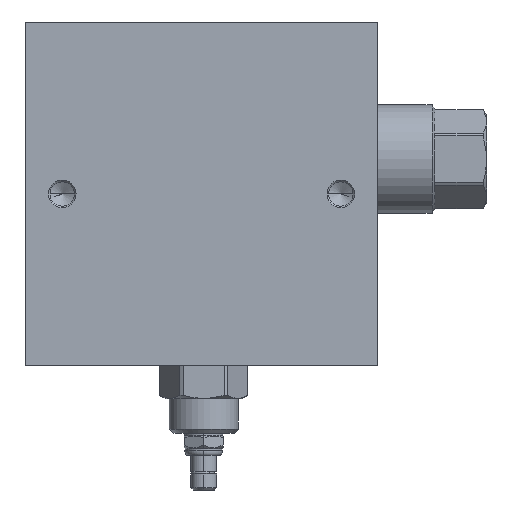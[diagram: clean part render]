
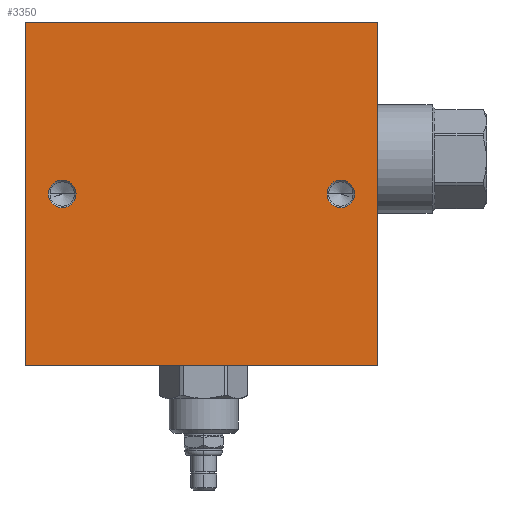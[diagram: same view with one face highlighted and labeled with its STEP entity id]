
A CAD part, front view. The second image highlights one B-rep face of the part: STEP entity #3350.
In plain terms, the highlighted planar face has unit normal (0, -1, 0).
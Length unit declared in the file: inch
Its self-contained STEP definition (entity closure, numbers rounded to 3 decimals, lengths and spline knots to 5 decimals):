
#5=DIRECTION('',(1.,0.,0.));
#6=VECTOR('',#5,5.062);
#7=CARTESIAN_POINT('',(0.,-4.,0.));
#8=LINE('',#7,#6);
#145=DIRECTION('',(0.,0.,1.));
#146=VECTOR('',#145,4.938);
#147=CARTESIAN_POINT('',(5.062,-4.,0.));
#148=LINE('',#147,#146);
#159=DIRECTION('',(0.,0.,1.));
#160=VECTOR('',#159,4.938);
#161=CARTESIAN_POINT('',(0.,-4.,0.));
#162=LINE('',#161,#160);
#163=CARTESIAN_POINT('',(4.531,-4.,2.469));
#164=DIRECTION('',(0.,1.,0.));
#165=DIRECTION('',(-1.,0.,0.));
#166=AXIS2_PLACEMENT_3D('',#163,#164,#165);
#168=CARTESIAN_POINT('',(4.531,-4.,2.469));
#169=DIRECTION('',(0.,1.,0.));
#170=DIRECTION('',(1.,0.,0.));
#171=AXIS2_PLACEMENT_3D('',#168,#169,#170);
#173=CARTESIAN_POINT('',(0.531,-4.,2.469));
#174=DIRECTION('',(0.,1.,0.));
#175=DIRECTION('',(-1.,0.,0.));
#176=AXIS2_PLACEMENT_3D('',#173,#174,#175);
#178=CARTESIAN_POINT('',(0.531,-4.,2.469));
#179=DIRECTION('',(0.,1.,0.));
#180=DIRECTION('',(1.,0.,0.));
#181=AXIS2_PLACEMENT_3D('',#178,#179,#180);
#195=DIRECTION('',(1.,0.,0.));
#196=VECTOR('',#195,5.062);
#197=CARTESIAN_POINT('',(0.,-4.,4.938));
#198=LINE('',#197,#196);
#2610=CARTESIAN_POINT('',(0.,-4.,0.));
#2612=VERTEX_POINT('',#2610);
#2613=CARTESIAN_POINT('',(5.062,-4.,0.));
#2614=VERTEX_POINT('',#2613);
#2618=CARTESIAN_POINT('',(0.,-4.,4.938));
#2620=VERTEX_POINT('',#2618);
#2621=CARTESIAN_POINT('',(5.062,-4.,4.938));
#2622=VERTEX_POINT('',#2621);
#2931=CARTESIAN_POINT('',(4.3325,-4.,2.469));
#2933=VERTEX_POINT('',#2931);
#2935=CARTESIAN_POINT('',(4.7295,-4.,2.469));
#2937=VERTEX_POINT('',#2935);
#2945=CARTESIAN_POINT('',(0.3325,-4.,2.469));
#2947=VERTEX_POINT('',#2945);
#2949=CARTESIAN_POINT('',(0.7295,-4.,2.469));
#2951=VERTEX_POINT('',#2949);
#3326=CARTESIAN_POINT('',(0.,-4.,0.));
#3327=DIRECTION('',(0.,-1.,0.));
#3328=DIRECTION('',(1.,0.,0.));
#3329=AXIS2_PLACEMENT_3D('',#3326,#3327,#3328);
#3330=PLANE('',#3329);
#3331=ORIENTED_EDGE('',*,*,#3196,.F.);
#3332=ORIENTED_EDGE('',*,*,#3281,.T.);
#3334=ORIENTED_EDGE('',*,*,#3333,.T.);
#3335=ORIENTED_EDGE('',*,*,#3312,.F.);
#3336=EDGE_LOOP('',(#3331,#3332,#3334,#3335));
#3337=FACE_OUTER_BOUND('',#3336,.F.);
#3339=ORIENTED_EDGE('',*,*,#3338,.F.);
#3341=ORIENTED_EDGE('',*,*,#3340,.F.);
#3342=EDGE_LOOP('',(#3339,#3341));
#3343=FACE_BOUND('',#3342,.F.);
#3345=ORIENTED_EDGE('',*,*,#3344,.F.);
#3347=ORIENTED_EDGE('',*,*,#3346,.F.);
#3348=EDGE_LOOP('',(#3345,#3347));
#3349=FACE_BOUND('',#3348,.F.);
#3350=ADVANCED_FACE('',(#3337,#3343,#3349),#3330,.T.);
#167=CIRCLE('',#166,0.1985);
#172=CIRCLE('',#171,0.1985);
#177=CIRCLE('',#176,0.1985);
#182=CIRCLE('',#181,0.1985);
#3196=EDGE_CURVE('',#2612,#2614,#8,.T.);
#3281=EDGE_CURVE('',#2612,#2620,#162,.T.);
#3312=EDGE_CURVE('',#2614,#2622,#148,.T.);
#3333=EDGE_CURVE('',#2620,#2622,#198,.T.);
#3338=EDGE_CURVE('',#2933,#2937,#167,.T.);
#3340=EDGE_CURVE('',#2937,#2933,#172,.T.);
#3344=EDGE_CURVE('',#2947,#2951,#177,.T.);
#3346=EDGE_CURVE('',#2951,#2947,#182,.T.);
